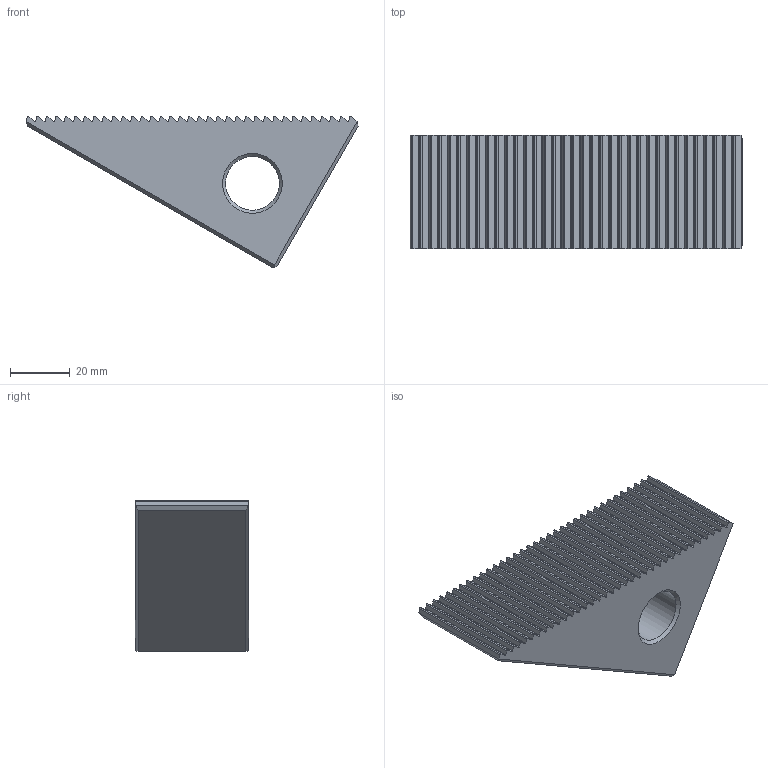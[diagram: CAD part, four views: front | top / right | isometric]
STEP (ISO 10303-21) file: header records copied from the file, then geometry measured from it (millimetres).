
FILE_DESCRIPTION( ( 'Unknown' ), '1' );
FILE_NAME( 'SU25-38097.stp', 'Unknown', ( 'Unknown' ), ( 'Unknown' ), 'XStep 1.0', 'Unknown', ' ' );
FILE_SCHEMA( ( 'CONFIG_CONTROL_DESIGN' ) );
Length unit declared in the file: millimetre
Products named in the file (1): 1
Bounding box: 111.12 x 38 x 50.62 mm (x, y, z)
Volume: 100684.3 mm3; surface area: 19783.7 mm2
Topology: 1 solids, 1 shells, 153 faces, 451 edges, 300 vertices
Faces by surface type: plane 81, cylinder 70, cone 2
Full cylindrical faces by diameter (mm): 18 x1
Entity records: 5164 total; most frequent: CARTESIAN_POINT 902, DIRECTION 898, ORIENTED_EDGE 896, EDGE_CURVE 448, LINE 306, VECTOR 306, VERTEX_POINT 300, AXIS2_PLACEMENT_3D 296
